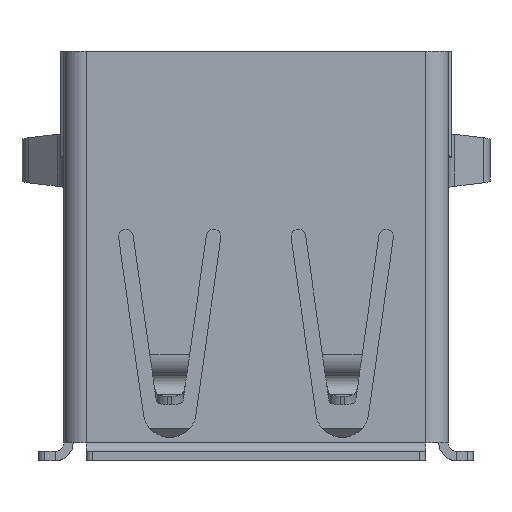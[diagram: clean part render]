
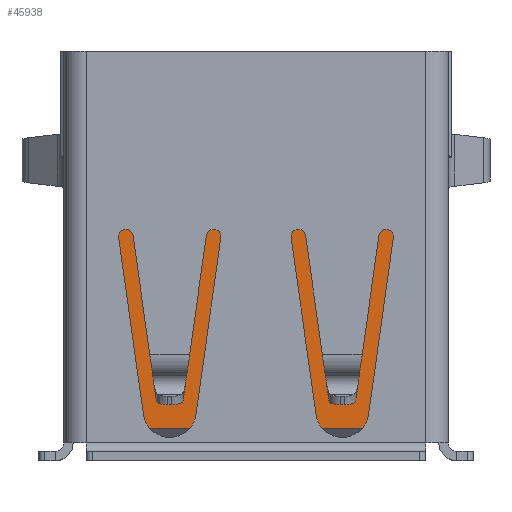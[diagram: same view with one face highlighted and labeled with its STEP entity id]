
A CAD part, top view. The second image highlights one B-rep face of the part: STEP entity #45938.
In plain terms, the highlighted planar face has unit normal (0, 0, 1).
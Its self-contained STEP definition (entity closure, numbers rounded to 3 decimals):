
#38286 = PLANE('',#38287);
#38287 = AXIS2_PLACEMENT_3D('',#38288,#38289,#38290);
#38288 = CARTESIAN_POINT('',(0.,-4.058,14.739)
  );
#38289 = DIRECTION('',(0.,1.,0.));
#38290 = DIRECTION('',(0.,0.,1.));
#39350 = VERTEX_POINT('',#39351);
#39351 = CARTESIAN_POINT('',(-4.8,-4.058,6.04));
#39370 = CYLINDRICAL_SURFACE('',#39371,0.5);
#39371 = AXIS2_PLACEMENT_3D('',#39372,#39373,#39374);
#39372 = CARTESIAN_POINT('',(-4.8,-23.144,5.54));
#39373 = DIRECTION('',(-0.,1.,0.));
#39374 = DIRECTION('',(-1.,0.,0.));
#39382 = EDGE_CURVE('',#39350,#39383,#39385,.T.);
#39383 = VERTEX_POINT('',#39384);
#39384 = CARTESIAN_POINT('',(4.8,-4.058,6.04));
#39385 = SURFACE_CURVE('',#39386,(#39390,#39397),.PCURVE_S1.);
#39386 = LINE('',#39387,#39388);
#39387 = CARTESIAN_POINT('',(0.,-4.058,6.04));
#39388 = VECTOR('',#39389,1.);
#39389 = DIRECTION('',(1.,0.,0.));
#39390 = PCURVE('',#38286,#39391);
#39391 = DEFINITIONAL_REPRESENTATION('',(#39392),#39396);
#39392 = LINE('',#39393,#39394);
#39393 = CARTESIAN_POINT('',(-8.699,0.));
#39394 = VECTOR('',#39395,1.);
#39395 = DIRECTION('',(0.,1.));
#39396 = ( GEOMETRIC_REPRESENTATION_CONTEXT(2) 
PARAMETRIC_REPRESENTATION_CONTEXT() REPRESENTATION_CONTEXT('2D SPACE',''
  ) );
#39397 = PCURVE('',#39398,#39403);
#39398 = PLANE('',#39399);
#39399 = AXIS2_PLACEMENT_3D('',#39400,#39401,#39402);
#39400 = CARTESIAN_POINT('',(0.,-23.144,6.04));
#39401 = DIRECTION('',(0.,0.,1.));
#39402 = DIRECTION('',(0.,-1.,0.));
#39403 = DEFINITIONAL_REPRESENTATION('',(#39404),#39408);
#39404 = LINE('',#39405,#39406);
#39405 = CARTESIAN_POINT('',(-19.087,0.));
#39406 = VECTOR('',#39407,1.);
#39407 = DIRECTION('',(0.,1.));
#39408 = ( GEOMETRIC_REPRESENTATION_CONTEXT(2) 
PARAMETRIC_REPRESENTATION_CONTEXT() REPRESENTATION_CONTEXT('2D SPACE',''
  ) );
#39425 = CYLINDRICAL_SURFACE('',#39426,0.5);
#39426 = AXIS2_PLACEMENT_3D('',#39427,#39428,#39429);
#39427 = CARTESIAN_POINT('',(4.8,-23.144,5.54));
#39428 = DIRECTION('',(-0.,1.,0.));
#39429 = DIRECTION('',(-1.,0.,0.));
#45549 = PLANE('',#45550);
#45550 = AXIS2_PLACEMENT_3D('',#45551,#45552,#45553);
#45551 = CARTESIAN_POINT('',(0.,-11.873,6.04));
#45552 = DIRECTION('',(0.,-0.707,0.707));
#45553 = DIRECTION('',(-1.,0.,0.));
#45590 = EDGE_CURVE('',#45591,#39383,#45593,.T.);
#45591 = VERTEX_POINT('',#45592);
#45592 = CARTESIAN_POINT('',(4.8,-11.873,6.04));
#45593 = SURFACE_CURVE('',#45594,(#45598,#45605),.PCURVE_S1.);
#45594 = LINE('',#45595,#45596);
#45595 = CARTESIAN_POINT('',(4.8,-23.144,6.04));
#45596 = VECTOR('',#45597,1.);
#45597 = DIRECTION('',(-0.,1.,0.));
#45598 = PCURVE('',#39425,#45599);
#45599 = DEFINITIONAL_REPRESENTATION('',(#45600),#45604);
#45600 = LINE('',#45601,#45602);
#45601 = CARTESIAN_POINT('',(1.571,0.));
#45602 = VECTOR('',#45603,1.);
#45603 = DIRECTION('',(0.,1.));
#45604 = ( GEOMETRIC_REPRESENTATION_CONTEXT(2) 
PARAMETRIC_REPRESENTATION_CONTEXT() REPRESENTATION_CONTEXT('2D SPACE',''
  ) );
#45605 = PCURVE('',#39398,#45606);
#45606 = DEFINITIONAL_REPRESENTATION('',(#45607),#45611);
#45607 = LINE('',#45608,#45609);
#45608 = CARTESIAN_POINT('',(0.,4.8));
#45609 = VECTOR('',#45610,1.);
#45610 = DIRECTION('',(-1.,0.));
#45611 = ( GEOMETRIC_REPRESENTATION_CONTEXT(2) 
PARAMETRIC_REPRESENTATION_CONTEXT() REPRESENTATION_CONTEXT('2D SPACE',''
  ) );
#45889 = VERTEX_POINT('',#45890);
#45890 = CARTESIAN_POINT('',(-4.8,-11.873,6.04));
#45917 = EDGE_CURVE('',#45889,#39350,#45918,.T.);
#45918 = SURFACE_CURVE('',#45919,(#45923,#45930),.PCURVE_S1.);
#45919 = LINE('',#45920,#45921);
#45920 = CARTESIAN_POINT('',(-4.8,-23.144,6.04));
#45921 = VECTOR('',#45922,1.);
#45922 = DIRECTION('',(-0.,1.,0.));
#45923 = PCURVE('',#39370,#45924);
#45924 = DEFINITIONAL_REPRESENTATION('',(#45925),#45929);
#45925 = LINE('',#45926,#45927);
#45926 = CARTESIAN_POINT('',(1.571,0.));
#45927 = VECTOR('',#45928,1.);
#45928 = DIRECTION('',(0.,1.));
#45929 = ( GEOMETRIC_REPRESENTATION_CONTEXT(2) 
PARAMETRIC_REPRESENTATION_CONTEXT() REPRESENTATION_CONTEXT('2D SPACE',''
  ) );
#45930 = PCURVE('',#39398,#45931);
#45931 = DEFINITIONAL_REPRESENTATION('',(#45932),#45936);
#45932 = LINE('',#45933,#45934);
#45933 = CARTESIAN_POINT('',(0.,-4.8));
#45934 = VECTOR('',#45935,1.);
#45935 = DIRECTION('',(-1.,0.));
#45936 = ( GEOMETRIC_REPRESENTATION_CONTEXT(2) 
PARAMETRIC_REPRESENTATION_CONTEXT() REPRESENTATION_CONTEXT('2D SPACE',''
  ) );
#45938 = ADVANCED_FACE('',(#45939),#39398,.T.);
#45939 = FACE_BOUND('',#45940,.T.);
#45940 = EDGE_LOOP('',(#45941,#45942,#45963,#45964));
#45941 = ORIENTED_EDGE('',*,*,#45917,.F.);
#45942 = ORIENTED_EDGE('',*,*,#45943,.T.);
#45943 = EDGE_CURVE('',#45889,#45591,#45944,.T.);
#45944 = SURFACE_CURVE('',#45945,(#45949,#45956),.PCURVE_S1.);
#45945 = LINE('',#45946,#45947);
#45946 = CARTESIAN_POINT('',(0.,-11.873,6.04));
#45947 = VECTOR('',#45948,1.);
#45948 = DIRECTION('',(1.,0.,0.));
#45949 = PCURVE('',#39398,#45950);
#45950 = DEFINITIONAL_REPRESENTATION('',(#45951),#45955);
#45951 = LINE('',#45952,#45953);
#45952 = CARTESIAN_POINT('',(-11.272,0.));
#45953 = VECTOR('',#45954,1.);
#45954 = DIRECTION('',(0.,1.));
#45955 = ( GEOMETRIC_REPRESENTATION_CONTEXT(2) 
PARAMETRIC_REPRESENTATION_CONTEXT() REPRESENTATION_CONTEXT('2D SPACE',''
  ) );
#45956 = PCURVE('',#45549,#45957);
#45957 = DEFINITIONAL_REPRESENTATION('',(#45958),#45962);
#45958 = LINE('',#45959,#45960);
#45959 = CARTESIAN_POINT('',(0.,0.));
#45960 = VECTOR('',#45961,1.);
#45961 = DIRECTION('',(-1.,0.));
#45962 = ( GEOMETRIC_REPRESENTATION_CONTEXT(2) 
PARAMETRIC_REPRESENTATION_CONTEXT() REPRESENTATION_CONTEXT('2D SPACE',''
  ) );
#45963 = ORIENTED_EDGE('',*,*,#45590,.T.);
#45964 = ORIENTED_EDGE('',*,*,#39382,.F.);
